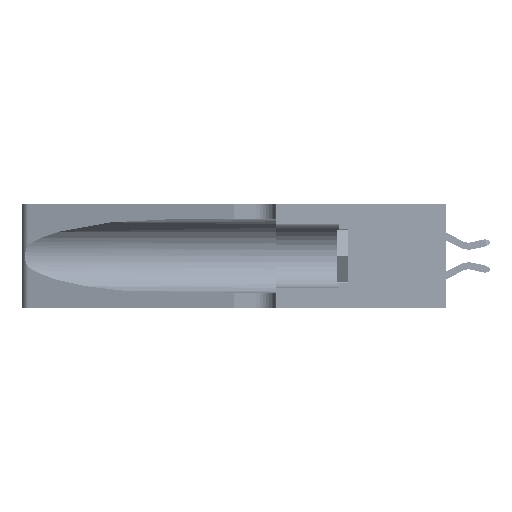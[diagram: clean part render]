
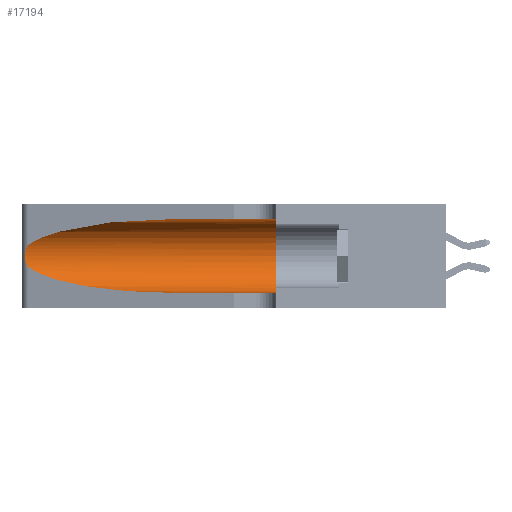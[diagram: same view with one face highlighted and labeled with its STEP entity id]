
A CAD part, left-side view. The second image highlights one B-rep face of the part: STEP entity #17194.
In plain terms, the highlighted cylindrical face has radius 3.308 mm (diameter 6.617 mm), a partial arc.
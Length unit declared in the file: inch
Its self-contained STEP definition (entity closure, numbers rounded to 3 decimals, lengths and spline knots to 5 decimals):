
#44 = CARTESIAN_POINT ( 'NONE',  ( 0.25555, 1.22993, 0.14849 ) ) ;
#505 = ORIENTED_EDGE ( 'NONE', *, *, #29382, .T. ) ;
#694 = DIRECTION ( 'NONE',  ( 0., 1., 0. ) ) ;
#1403 = CARTESIAN_POINT ( 'NONE',  ( 0.25487, 1.22718, 0.14631 ) ) ;
#3196 = CARTESIAN_POINT ( 'NONE',  ( 0.1305, 0.35, 0.31525 ) ) ;
#3244 = CARTESIAN_POINT ( 'NONE',  ( 0.18966, 0.96281, 0.31525 ) ) ;
#4003 = VECTOR ( 'NONE', #20736, 39.37008 ) ;
#4114 =( BOUNDED_CURVE ( )  B_SPLINE_CURVE ( 3, ( #25813, #3244, #18402, #44434 ),
 .UNSPECIFIED., .F., .T. ) 
 B_SPLINE_CURVE_WITH_KNOTS ( ( 4, 4 ),
 ( 1.5708, 2.84003 ),
 .UNSPECIFIED. ) 
 CURVE ( )  GEOMETRIC_REPRESENTATION_ITEM ( )  RATIONAL_B_SPLINE_CURVE ( ( 1., 0.87, 0.87, 1. ) ) 
 REPRESENTATION_ITEM ( '' )  );
#4620 = VECTOR ( 'NONE', #23205, 39.37008 ) ;
#6060 = VERTEX_POINT ( 'NONE', #17545 ) ;
#7286 = CARTESIAN_POINT ( 'NONE',  ( 0.1305, 0.72297, 0.31525 ) ) ;
#7499 = CARTESIAN_POINT ( 'NONE',  ( 0.25787, 1.23484, 0.2124 ) ) ;
#7759 =( BOUNDED_CURVE ( )  B_SPLINE_CURVE ( 3, ( #1403, #20192, #35187, #12778 ),
 .UNSPECIFIED., .F., .F. ) 
 B_SPLINE_CURVE_WITH_KNOTS ( ( 4, 4 ),
 ( 3.44316, 4.71239 ),
 .UNSPECIFIED. ) 
 CURVE ( )  GEOMETRIC_REPRESENTATION_ITEM ( )  RATIONAL_B_SPLINE_CURVE ( ( 1., 0.87, 0.87, 1. ) ) 
 REPRESENTATION_ITEM ( '' )  );
#7939 = CYLINDRICAL_SURFACE ( 'NONE', #43718, 0.13025 ) ;
#7966 = ORIENTED_EDGE ( 'NONE', *, *, #34032, .T. ) ;
#8043 = ORIENTED_EDGE ( 'NONE', *, *, #44610, .T. ) ;
#11292 = CARTESIAN_POINT ( 'NONE',  ( 0.26018, 1.23835, 0.19895 ) ) ;
#11737 = DIRECTION ( 'NONE',  ( 0., -1., 0. ) ) ;
#12387 = CARTESIAN_POINT ( 'NONE',  ( 0.1305, 0.35, 0.05475 ) ) ;
#12778 = CARTESIAN_POINT ( 'NONE',  ( 0.1305, 0.72297, 0.05475 ) ) ;
#13488 = LINE ( 'NONE', #38161, #4620 ) ;
#14248 = CIRCLE ( 'NONE', #45840, 0.13025 ) ;
#15079 = CARTESIAN_POINT ( 'NONE',  ( 0.26075, 1.23896, 0.178 ) ) ;
#15143 = VERTEX_POINT ( 'NONE', #7286 ) ;
#15229 = LINE ( 'NONE', #35564, #4003 ) ;
#17194 = ADVANCED_FACE ( 'NONE', ( #47595 ), #7939, .F. ) ;
#17545 = CARTESIAN_POINT ( 'NONE',  ( 0.25487, 1.22718, 0.14631 ) ) ;
#18402 = CARTESIAN_POINT ( 'NONE',  ( 0.2373, 1.15595, 0.28018 ) ) ;
#18680 = CARTESIAN_POINT ( 'NONE',  ( 0.25487, 1.22718, 0.22369 ) ) ;
#18842 = CARTESIAN_POINT ( 'NONE',  ( 0.25856, 1.23593, 0.16098 ) ) ;
#20192 = CARTESIAN_POINT ( 'NONE',  ( 0.2373, 1.15595, 0.08982 ) ) ;
#20736 = DIRECTION ( 'NONE',  ( 0., -1., 0. ) ) ;
#21377 = EDGE_CURVE ( 'NONE', #15143, #27488, #13488, .T. ) ;
#21605 = EDGE_CURVE ( 'NONE', #28273, #47766, #15229, .T. ) ;
#22625 = CARTESIAN_POINT ( 'NONE',  ( 0.25639, 1.23186, 0.15144 ) ) ;
#23205 = DIRECTION ( 'NONE',  ( 0., -1., 0. ) ) ;
#23260 = CARTESIAN_POINT ( 'NONE',  ( 0.1305, 0.35, 0.185 ) ) ;
#25813 = CARTESIAN_POINT ( 'NONE',  ( 0.1305, 0.72297, 0.31525 ) ) ;
#26401 = CARTESIAN_POINT ( 'NONE',  ( 0.25487, 1.22718, 0.14631 ) ) ;
#26689 = DIRECTION ( 'NONE',  ( 0., 0., -1. ) ) ;
#27052 = DIRECTION ( 'NONE',  ( 0., 0., 1. ) ) ;
#27488 = VERTEX_POINT ( 'NONE', #3196 ) ;
#27658 = CARTESIAN_POINT ( 'NONE',  ( 0.1305, 0.72297, 0.05475 ) ) ;
#28273 = VERTEX_POINT ( 'NONE', #27658 ) ;
#29382 = EDGE_CURVE ( 'NONE', #44529, #6060, #33890, .T. ) ;
#29490 = EDGE_CURVE ( 'NONE', #27488, #47766, #14248, .T. ) ;
#30011 = CARTESIAN_POINT ( 'NONE',  ( 0.25639, 1.23184, 0.21858 ) ) ;
#33442 = EDGE_LOOP ( 'NONE', ( #8043, #505, #7966, #45406, #35500, #33847 ) ) ;
#33714 = CARTESIAN_POINT ( 'NONE',  ( 0.25854, 1.2359, 0.20912 ) ) ;
#33847 = ORIENTED_EDGE ( 'NONE', *, *, #21377, .F. ) ;
#33890 = B_SPLINE_CURVE_WITH_KNOTS ( 'NONE', 3,
 ( #18680, #41030, #30011, #7499, #33714, #11292, #37412, #15079, #41182, #18842, #44855, #22625, #44, #26401 ),
 .UNSPECIFIED., .F., .F.,
 ( 4, 2, 2, 2, 2, 2, 4 ),
 ( 0., 0.00027, 0.00053, 0.00107, 0.0016, 0.00187, 0.00214 ),
 .UNSPECIFIED. ) ;
#34032 = EDGE_CURVE ( 'NONE', #6060, #28273, #7759, .T. ) ;
#35187 = CARTESIAN_POINT ( 'NONE',  ( 0.18966, 0.96281, 0.05475 ) ) ;
#35500 = ORIENTED_EDGE ( 'NONE', *, *, #29490, .F. ) ;
#35564 = CARTESIAN_POINT ( 'NONE',  ( 0.1305, 1.61858, 0.05475 ) ) ;
#37412 = CARTESIAN_POINT ( 'NONE',  ( 0.26075, 1.23896, 0.19203 ) ) ;
#37856 = CARTESIAN_POINT ( 'NONE',  ( 0.1305, 1.61858, 0.185 ) ) ;
#38161 = CARTESIAN_POINT ( 'NONE',  ( 0.1305, 1.61858, 0.31525 ) ) ;
#41030 = CARTESIAN_POINT ( 'NONE',  ( 0.25555, 1.22994, 0.2215 ) ) ;
#41182 = CARTESIAN_POINT ( 'NONE',  ( 0.26017, 1.23833, 0.17102 ) ) ;
#43718 = AXIS2_PLACEMENT_3D ( 'NONE', #37856, #11737, #26689 ) ;
#43957 = CARTESIAN_POINT ( 'NONE',  ( 0.25487, 1.22718, 0.22369 ) ) ;
#44434 = CARTESIAN_POINT ( 'NONE',  ( 0.25487, 1.22718, 0.22369 ) ) ;
#44529 = VERTEX_POINT ( 'NONE', #43957 ) ;
#44610 = EDGE_CURVE ( 'NONE', #15143, #44529, #4114, .T. ) ;
#44855 = CARTESIAN_POINT ( 'NONE',  ( 0.25789, 1.23486, 0.15765 ) ) ;
#45406 = ORIENTED_EDGE ( 'NONE', *, *, #21605, .T. ) ;
#45840 = AXIS2_PLACEMENT_3D ( 'NONE', #23260, #694, #27052 ) ;
#47595 = FACE_OUTER_BOUND ( 'NONE', #33442, .T. ) ;
#47766 = VERTEX_POINT ( 'NONE', #12387 ) ;
